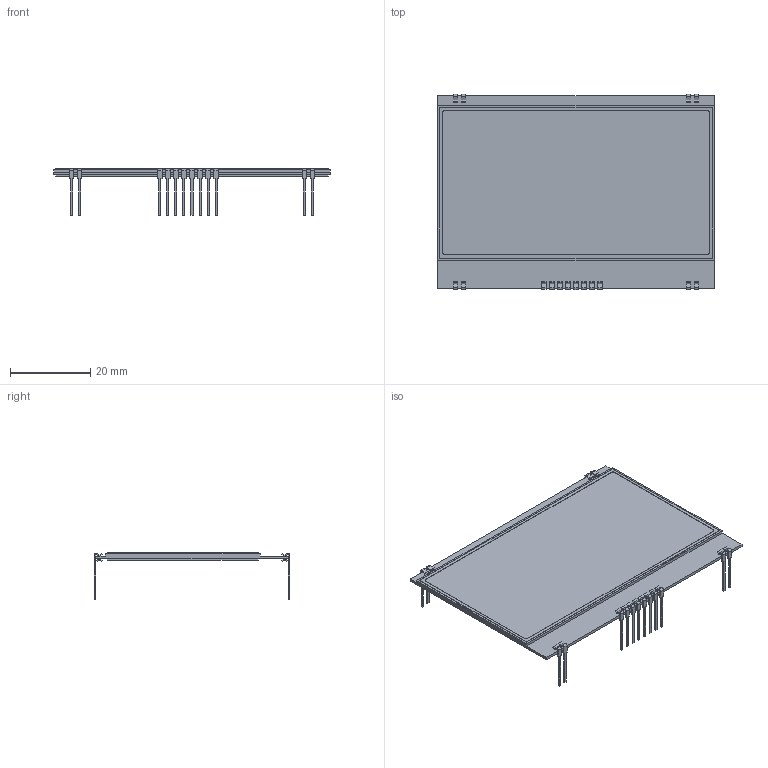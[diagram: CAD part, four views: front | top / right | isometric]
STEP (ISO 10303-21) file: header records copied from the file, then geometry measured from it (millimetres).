
FILE_DESCRIPTION(/* description */ ('Unknown','CAx-IF Rec.Pracs.---Representation and Presentation of Product Manufacturing Information (PMI)---4.0---2014-10-13','CAx-IF Rec.Pracs.---3D Tessellated Geometry---0.4---2014-09-14','2;1'),/* implementation_level */ '2;1');
FILE_NAME(/* name */ 'Дисплей МТ-12864В',/* time_stamp */ '2019-06-20T14:54:17+03:00',/* author */ ('Unknown'),/* organization */ ('Unknown'),/* preprocessor_version */ 'ST-DEVELOPER v16.7',/* originating_system */ 'DEX',/* authorisation */ $);
FILE_SCHEMA (('AP242_MANAGED_MODEL_BASED_3D_ENGINEERING_MIM_LF { 1 0 10303 442 20130219 1 4 }'));
Length unit declared in the file: millimetre
Products named in the file (3): Äèñïëåé ÌÒ-12864Â; Ýêðàí; Íîæêà
Assembly tree (17 placements, depth 2):
  Äèñïëåé ÌÒ-12864Â
    Ýêðàí
    Íîæêà  x16
Bounding box: 69 x 48.6 x 11.5 mm (x, y, z)
Volume: 5019.1 mm3; surface area: 7544.6 mm2
Topology: 17 solids, 17 shells, 445 faces, 1224 edges, 816 vertices
Faces by surface type: plane 345, cylinder 100
Entity records: 2065 total; most frequent: CARTESIAN_POINT 313, DIRECTION 310, ORIENTED_EDGE 288, EDGE_CURVE 144, LINE 124, VECTOR 124, VERTEX_POINT 96, AXIS2_PLACEMENT_3D 93
